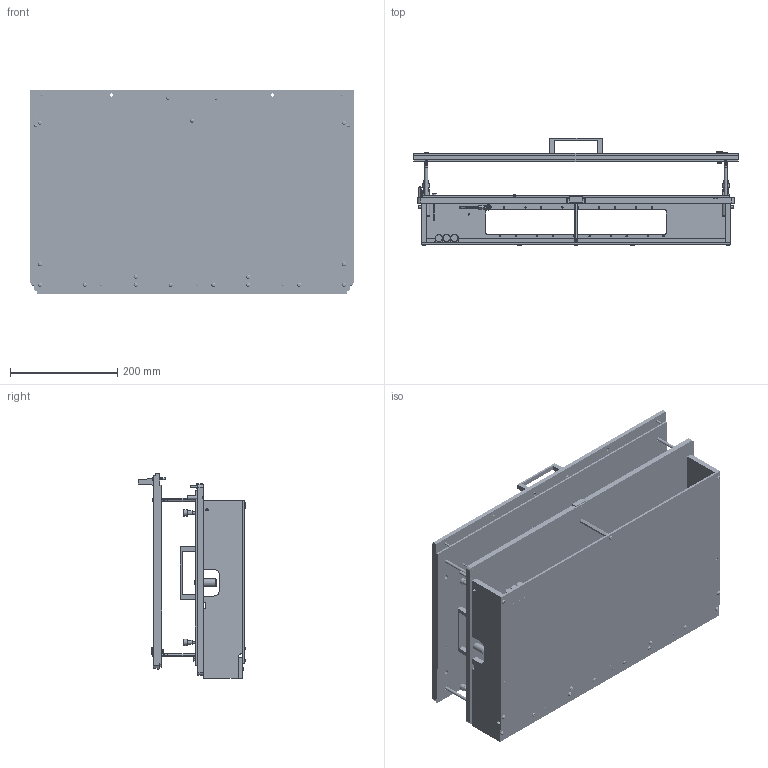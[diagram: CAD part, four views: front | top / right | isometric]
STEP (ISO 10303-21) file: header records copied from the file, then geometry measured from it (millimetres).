
FILE_DESCRIPTION (( 'STEP AP214' ), '1' );
FILE_NAME ('46242-KIT~1.STEP', '2019-09-19T09:17:06', ( '' ), ( '' ), 'SwSTEP 2.0', 'SolidWorks 2018', '' );
FILE_SCHEMA (( 'AUTOMOTIVE_DESIGN' ));
Length unit declared in the file: millimetre
Products named in the file (48): 43627~0_Hub 22,5mm<Standard>; 45867~2_S; 3917~3_M 3 A; 46033~1_ohne Transportschrauben <S>; 9286~0; 41880~3; 45865~1_S; 42247~1_S; DIN7991~n_M03,0x020; DIN7991~n_M03,0x010 VA; GKS-114-0015~-g-k-s_Hub = 08,0 <S>; ISO7380~n_M03,0x006; 45981~4; DIN6325~n_03,0m6x016; 46869~0_S; DIN7979~n_04,0m6x020M3; 46241~0_S; DIN934~n_M03,0; 48213~0_S; 53731~0; 3699~0_einzeln <Standard>; 19141~0_S; KS-113-Master~-k-s_KS-113 23; 32293~0_S; 41369~1_S; 46242-KIT~1; DIN912~n_M04,0x016; 46240~2_ICT Stellung (kontaktiert)  <S>; DIN7991~n_M03,0x006; 41367~5_S; ISO7380~n_M04,0x020; DIN6325~n_03,0m6x024; DIN6325~n_04,0m6x016; SKB-II~-s-k-i-i_M4,0x73 St; DIN6325~n_06,0m6x030; 45871~2_S; 41899~3_flexiebel <S>; 1607~1; 45868~2; ISO7380~n_M04,0x012 ...
Assembly tree (113 placements, depth 4):
  46242-KIT~1
    46240~2_ICT Stellung (kontaktiert)  <S>
      41899~3_flexiebel <S>
        KS-113-Master~-k-s_KS-113 23
        GKS-114-0015~-g-k-s_Hub = 08,0 <S>
        53731~0
        3917~3_M 3 A
      46241~0_S
        45981~4
      45865~1_S
      45867~2_S  x2
      45868~2
      45869~1_S
      42247~1_S
      43627~0_Hub 22,5mm<Standard>  x6
      2196~6  x2
      2229~6  x2
      46869~0_S  x4
      1607~1  x2
      32293~0_S
      41880~3
      48840~0_S
        19141~0_S
        14846~0_S
      5015~0
      3699~0_einzeln <Standard>  x3
      SKB-II~-s-k-i-i_M4,0x73 St
      ISO7380~n_M03,0x005
      ISO7380~n_M04,0x012  x31
      DIN7991~n_M03,0x010 VA
      DIN6325~n_03,0m6x016
      DIN6325~n_03,0m6x024
      DIN6325~n_04,0m6x016  x8
      DIN6325~n_06,0m6x030
      DIN7991~n_M03,0x006  x3
      41367~5_S  x3
    46033~1_ohne Transportschrauben <S>
      47906~1_flexibel <Default>
        41369~1_S  x4
        5015~0
        DIN7979~n_04,0m6x020M3  x2
        1607~1
        48213~0_S
        9286~0
        ISO7380~n_M04,0x020  x4
        DIN7991~n_M03,0x020
        DIN934~n_M03,0
        ISO7380~n_M03,0x006  x2
        DIN912~n_M04,0x016  x2
      45871~2_S
Bounding box: 606 x 200.45 x 383 mm (x, y, z)
Volume: 7723373.9 mm3; surface area: 1972790.3 mm2
Topology: 120 solids, 120 shells, 4032 faces, 9526 edges, 6153 vertices
Faces by surface type: plane 1781, cylinder 1671, cone 354, torus 162, sphere 52, bspline 12
Entity records: 93205 total; most frequent: CARTESIAN_POINT 14955, DIRECTION 13510, ORIENTED_EDGE 11784, EDGE_CURVE 5892, AXIS2_PLACEMENT_3D 5052, VERTEX_POINT 3867, LINE 3406, VECTOR 3406
